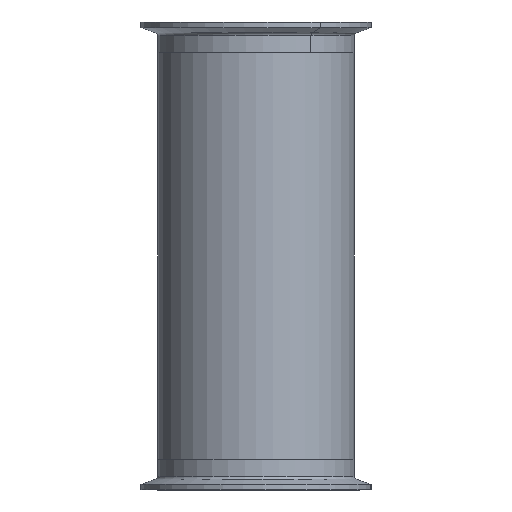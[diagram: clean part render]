
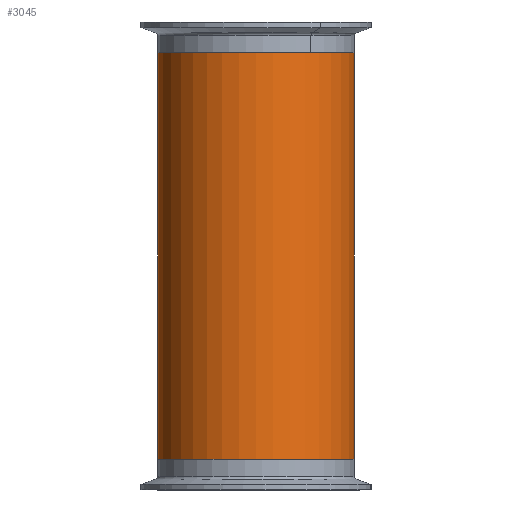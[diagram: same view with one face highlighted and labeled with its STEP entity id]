
A CAD part, front view. The second image highlights one B-rep face of the part: STEP entity #3045.
In plain terms, the highlighted cylindrical face has radius 50.8 mm (diameter 101.6 mm), a partial arc.
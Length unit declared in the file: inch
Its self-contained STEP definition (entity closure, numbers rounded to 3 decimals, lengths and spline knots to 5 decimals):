
#91 = VECTOR ( 'NONE', #231, 39.37008 ) ;
#101 = ORIENTED_EDGE ( 'NONE', *, *, #3030, .T. ) ;
#130 = CIRCLE ( 'NONE', #1565, 2. ) ;
#148 = VERTEX_POINT ( 'NONE', #1536 ) ;
#231 = DIRECTION ( 'NONE',  ( 0., 0., -1. ) ) ;
#494 = ORIENTED_EDGE ( 'NONE', *, *, #652, .F. ) ;
#652 = EDGE_CURVE ( 'NONE', #148, #2099, #1533, .T. ) ;
#752 = FACE_OUTER_BOUND ( 'NONE', #2935, .T. ) ;
#945 = CYLINDRICAL_SURFACE ( 'NONE', #2848, 2. ) ;
#1011 = VERTEX_POINT ( 'NONE', #2658 ) ;
#1080 = CARTESIAN_POINT ( 'NONE',  ( -2., 0., -4.12598 ) ) ;
#1150 = CARTESIAN_POINT ( 'NONE',  ( -2., 0., 4.12598 ) ) ;
#1164 = CARTESIAN_POINT ( 'NONE',  ( 0., 0., 4.12598 ) ) ;
#1313 = CARTESIAN_POINT ( 'NONE',  ( 2., 0., 4.12598 ) ) ;
#1462 = LINE ( 'NONE', #1150, #91 ) ;
#1533 = LINE ( 'NONE', #1313, #1578 ) ;
#1536 = CARTESIAN_POINT ( 'NONE',  ( 2., 0., 4.12598 ) ) ;
#1565 = AXIS2_PLACEMENT_3D ( 'NONE', #1599, #2529, #2306 ) ;
#1578 = VECTOR ( 'NONE', #1811, 39.37008 ) ;
#1599 = CARTESIAN_POINT ( 'NONE',  ( 0., 0., 4.12598 ) ) ;
#1634 = AXIS2_PLACEMENT_3D ( 'NONE', #2491, #2044, #2054 ) ;
#1649 = DIRECTION ( 'NONE',  ( 0., 0., -1. ) ) ;
#1764 = EDGE_CURVE ( 'NONE', #2541, #2099, #2442, .T. ) ;
#1811 = DIRECTION ( 'NONE',  ( 0., 0., -1. ) ) ;
#1996 = ORIENTED_EDGE ( 'NONE', *, *, #2415, .F. ) ;
#2044 = DIRECTION ( 'NONE',  ( 0., 0., 1. ) ) ;
#2054 = DIRECTION ( 'NONE',  ( 1., 0., 0. ) ) ;
#2099 = VERTEX_POINT ( 'NONE', #2620 ) ;
#2306 = DIRECTION ( 'NONE',  ( 1., 0., 0. ) ) ;
#2415 = EDGE_CURVE ( 'NONE', #1011, #148, #130, .T. ) ;
#2442 = CIRCLE ( 'NONE', #1634, 2. ) ;
#2491 = CARTESIAN_POINT ( 'NONE',  ( 0., 0., -4.12598 ) ) ;
#2529 = DIRECTION ( 'NONE',  ( 0., 0., 1. ) ) ;
#2541 = VERTEX_POINT ( 'NONE', #1080 ) ;
#2620 = CARTESIAN_POINT ( 'NONE',  ( 2., 0., -4.12598 ) ) ;
#2639 = ORIENTED_EDGE ( 'NONE', *, *, #1764, .T. ) ;
#2658 = CARTESIAN_POINT ( 'NONE',  ( -2., 0., 4.12598 ) ) ;
#2824 = DIRECTION ( 'NONE',  ( -1., 0., 0. ) ) ;
#2848 = AXIS2_PLACEMENT_3D ( 'NONE', #1164, #1649, #2824 ) ;
#2935 = EDGE_LOOP ( 'NONE', ( #494, #1996, #101, #2639 ) ) ;
#3030 = EDGE_CURVE ( 'NONE', #1011, #2541, #1462, .T. ) ;
#3045 = ADVANCED_FACE ( 'NONE', ( #752 ), #945, .T. ) ;
